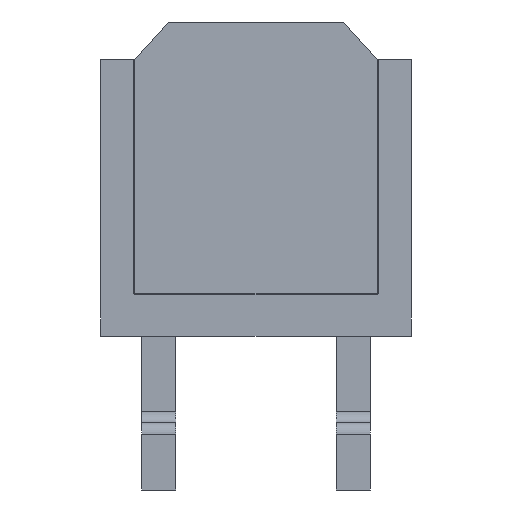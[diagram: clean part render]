
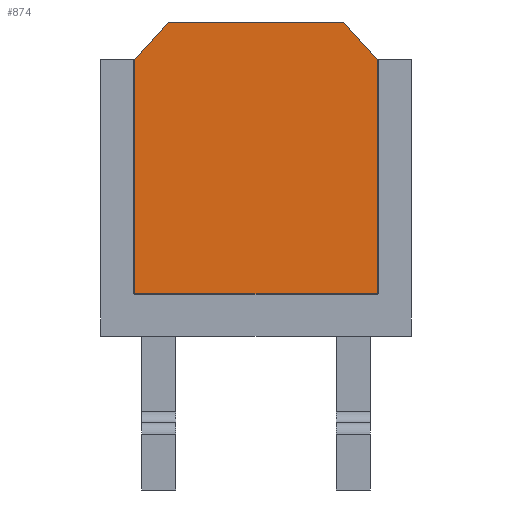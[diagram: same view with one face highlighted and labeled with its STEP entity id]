
A CAD part, front view. The second image highlights one B-rep face of the part: STEP entity #874.
In plain terms, the highlighted planar face has unit normal (0, -1, 0).
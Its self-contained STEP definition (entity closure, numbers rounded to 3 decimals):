
#41=FACE_OUTER_BOUND('',#87,.T.);
#87=EDGE_LOOP('',(#558,#559,#560,#561,#562,#563));
#144=LINE('',#1258,#250);
#145=LINE('',#1260,#251);
#146=LINE('',#1262,#252);
#147=LINE('',#1264,#253);
#148=LINE('',#1266,#254);
#149=LINE('',#1267,#255);
#250=VECTOR('',#1017,6.13);
#251=VECTOR('',#1018,6.35);
#252=VECTOR('',#1019,6.13);
#253=VECTOR('',#1020,1.319);
#254=VECTOR('',#1021,4.585);
#255=VECTOR('',#1022,1.319);
#356=VERTEX_POINT('',#1256);
#357=VERTEX_POINT('',#1257);
#358=VERTEX_POINT('',#1259);
#359=VERTEX_POINT('',#1261);
#360=VERTEX_POINT('',#1263);
#361=VERTEX_POINT('',#1265);
#436=EDGE_CURVE('',#356,#357,#144,.T.);
#437=EDGE_CURVE('',#358,#357,#145,.T.);
#438=EDGE_CURVE('',#359,#358,#146,.T.);
#439=EDGE_CURVE('',#359,#360,#147,.T.);
#440=EDGE_CURVE('',#360,#361,#148,.T.);
#441=EDGE_CURVE('',#361,#356,#149,.T.);
#558=ORIENTED_EDGE('',*,*,#436,.T.);
#559=ORIENTED_EDGE('',*,*,#437,.F.);
#560=ORIENTED_EDGE('',*,*,#438,.F.);
#561=ORIENTED_EDGE('',*,*,#439,.T.);
#562=ORIENTED_EDGE('',*,*,#440,.T.);
#563=ORIENTED_EDGE('',*,*,#441,.T.);
#793=PLANE('',#940);
#874=ADVANCED_FACE('',(#41),#793,.F.);
#940=AXIS2_PLACEMENT_3D('',#1255,#1015,#1016);
#1015=DIRECTION('center_axis',(0.,1.,0.));
#1016=DIRECTION('ref_axis',(1.,0.,0.));
#1017=DIRECTION('',(0.,0.,-1.));
#1018=DIRECTION('',(-1.,0.,0.));
#1019=DIRECTION('',(0.,0.,-1.));
#1020=DIRECTION('',(-0.669,0.,0.743));
#1021=DIRECTION('',(-1.,0.,0.));
#1022=DIRECTION('',(-0.669,0.,-0.743));
#1255=CARTESIAN_POINT('Origin',(0.,0.,0.));
#1256=CARTESIAN_POINT('',(-3.175,0.,3.62));
#1257=CARTESIAN_POINT('',(-3.175,0.,-2.51));
#1258=CARTESIAN_POINT('',(-3.175,0.,3.62));
#1259=CARTESIAN_POINT('',(3.175,0.,-2.51));
#1260=CARTESIAN_POINT('',(3.175,0.,-2.51));
#1261=CARTESIAN_POINT('',(3.175,0.,3.62));
#1262=CARTESIAN_POINT('',(3.175,0.,3.62));
#1263=CARTESIAN_POINT('',(2.293,0.,4.6));
#1264=CARTESIAN_POINT('',(3.175,0.,3.62));
#1265=CARTESIAN_POINT('',(-2.293,0.,4.6));
#1266=CARTESIAN_POINT('',(2.293,0.,4.6));
#1267=CARTESIAN_POINT('',(-2.293,0.,4.6));
